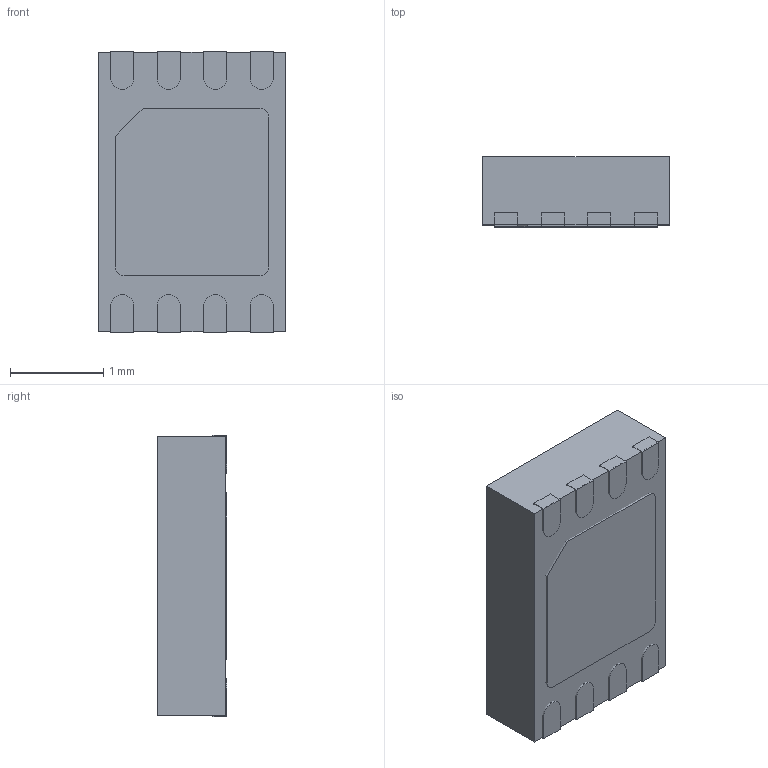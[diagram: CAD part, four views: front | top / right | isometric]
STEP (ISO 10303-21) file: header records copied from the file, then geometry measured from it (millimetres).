
FILE_DESCRIPTION (( 'STEP AP214' ), '1' );
FILE_NAME ('CP-8-4.STEP', '2018-11-14T18:01:03', ( '' ), ( '' ), 'SwSTEP 2.0', 'SolidWorks 2018', '' );
FILE_SCHEMA (( 'AUTOMOTIVE_DESIGN' ));
Length unit declared in the file: millimetre
Products named in the file (4): EP; Body; CP-8-4; P
Assembly tree (10 placements, depth 2):
  CP-8-4
    Body
    P  x8
    EP
Bounding box: 2 x 0.75 x 3.02 mm (x, y, z)
Surface area: 29.3 mm2
Topology: 10 solids, 10 shells, 75 faces, 162 edges, 108 vertices
Faces by surface type: plane 54, cylinder 21
Entity records: 936 total; most frequent: DIRECTION 149, CARTESIAN_POINT 134, ORIENTED_EDGE 114, EDGE_CURVE 57, AXIS2_PLACEMENT_3D 53, LINE 43, VECTOR 43, VERTEX_POINT 38
